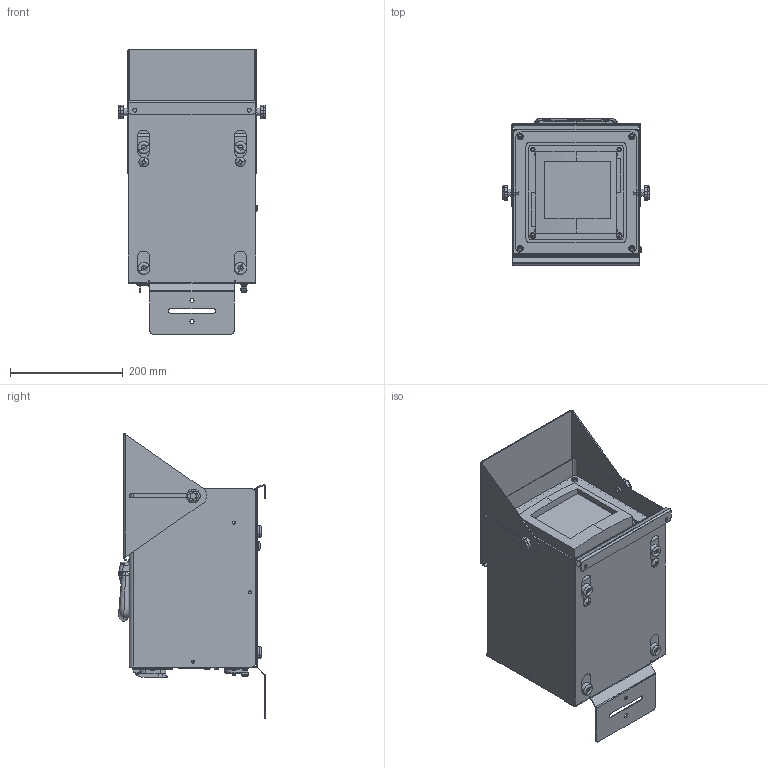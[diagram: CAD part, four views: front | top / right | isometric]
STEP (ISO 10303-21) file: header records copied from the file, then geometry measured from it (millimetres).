
FILE_DESCRIPTION (( 'STEP AP203' ), '1' );
FILE_NAME ('Digital_Recorder.STEP', '2017-11-15T07:25:55', ( 'ITS' ), ( 'ITW Welding Group' ), 'SwSTEP 2.0', 'SolidWorks 2016', '' );
FILE_SCHEMA (( 'CONFIG_CONTROL_DESIGN' ));
Products named in the file (1): Digital_Recorder
Bounding box: 261.01 x 260.97 x 505.42 mm (x, y, z)
Surface area: 1195629.9 mm2 (no closed solid volume)
Topology: 0 solids, 111 shells, 1282 faces, 4318 edges, 3066 vertices
Faces by surface type: plane 539, cylinder 419, bspline 181, cone 74, torus 55, sphere 14
Entity records: 72646 total; most frequent: CARTESIAN_POINT 37646, DIRECTION 6859, ORIENTED_EDGE 6653, EDGE_CURVE 4312, VERTEX_POINT 3062, AXIS2_PLACEMENT_3D 2435, VECTOR 1989, LINE 1989
